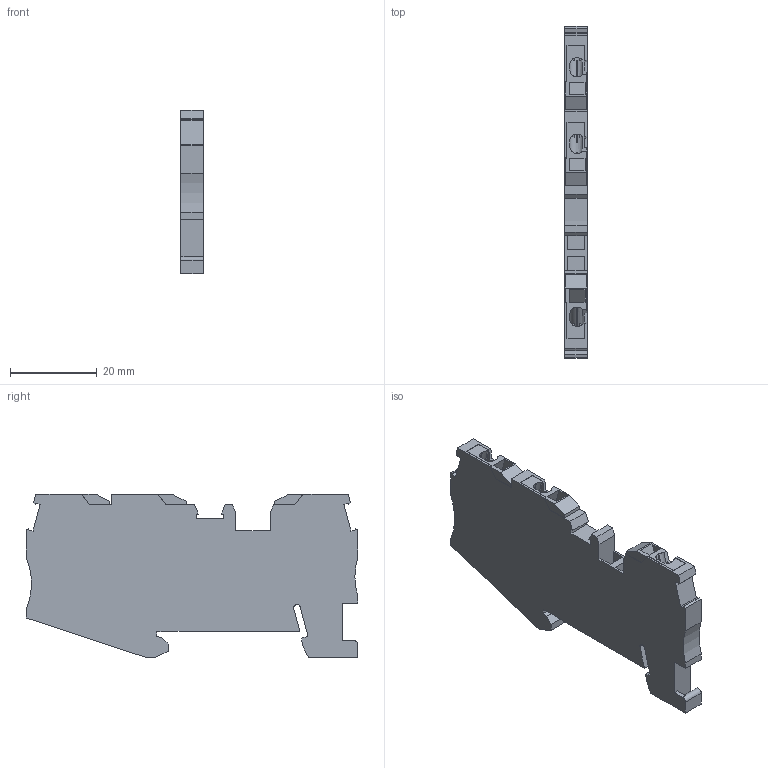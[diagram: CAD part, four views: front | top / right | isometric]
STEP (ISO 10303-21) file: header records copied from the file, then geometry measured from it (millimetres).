
FILE_DESCRIPTION(('Creo Elements/Direct Modeling STEP Export'),'2;1');
FILE_NAME('model.stp','2020-09-25T10:03:20',(''),(''),'Creo Elements/Direct Modeling STEP processor for AP214 (Solid Model)','Creo Elements/Direct Modeling 20.1A 29-Sep-2018 (C) Parametric Technology GmbH','');
FILE_SCHEMA(('AUTOMOTIVE_DESIGN { 1 0 10303 214 1 1 1 1 }'));
Length unit declared in the file: millimetre
Products named in the file (2): QTC_1.5-TWIN_BU-select
Assembly tree (1 placements, depth 2):
  QTC_1.5-TWIN_BU-select
    QTC_1.5-TWIN_BU-select
Bounding box: 5.15 x 76.4 x 37.75 mm (x, y, z)
Volume: 11062.7 mm3; surface area: 7298.9 mm2
Topology: 1 solids, 1 shells, 170 faces, 495 edges, 330 vertices
Faces by surface type: plane 152, cylinder 18
Entity records: 6921 total; most frequent: CARTESIAN_POINT 995, ORIENTED_EDGE 990, DIRECTION 886, EDGE_CURVE 495, VECTOR 444, LINE 444, VERTEX_POINT 330, AXIS2_PLACEMENT_3D 221
